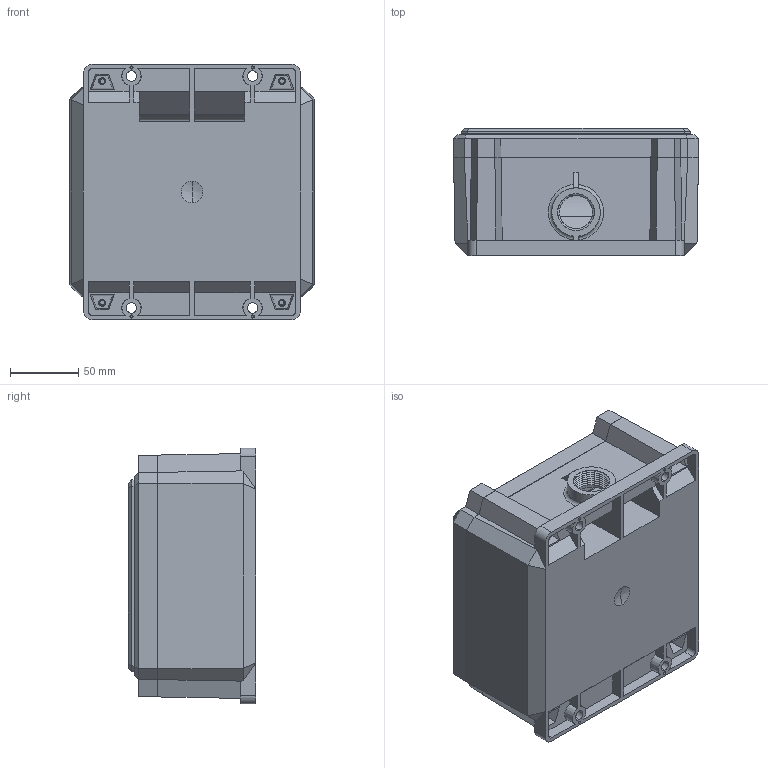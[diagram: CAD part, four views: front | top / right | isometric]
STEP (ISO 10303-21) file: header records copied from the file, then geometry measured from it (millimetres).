
FILE_DESCRIPTION (( 'STEP AP214' ), '1' );
FILE_NAME ('STXT.STEP', '2016-03-16T14:02:26', ( '' ), ( '' ), 'SwSTEP 2.0', 'SolidWorks 2016', '' );
FILE_SCHEMA (( 'AUTOMOTIVE_DESIGN' ));
Length unit declared in the file: inch
Products named in the file (1): STXT
Bounding box: 179.81 x 93.34 x 187.85 mm (x, y, z)
Volume: 462502.6 mm3; surface area: 283052.4 mm2
Topology: 10 solids, 10 shells, 1119 faces, 2949 edges, 1904 vertices
Faces by surface type: plane 506, cylinder 335, cone 186, torus 38, bspline 34, sphere 20
Entity records: 70287 total; most frequent: CARTESIAN_POINT 29513, ORIENTED_EDGE 5898, DIRECTION 4950, EDGE_CURVE 2949, VERTEX_POINT 1904, AXIS2_PLACEMENT_3D 1771, LINE 1408, VECTOR 1408
